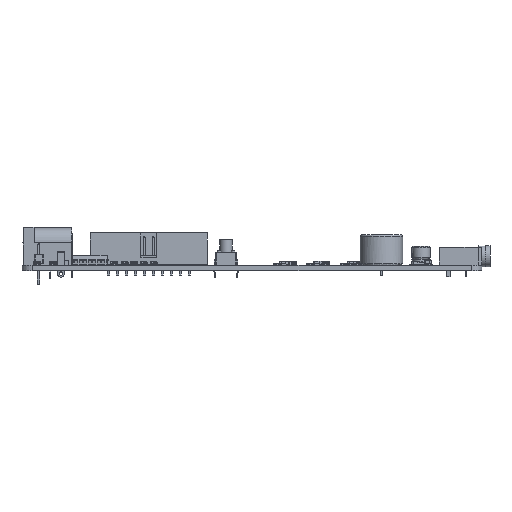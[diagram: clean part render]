
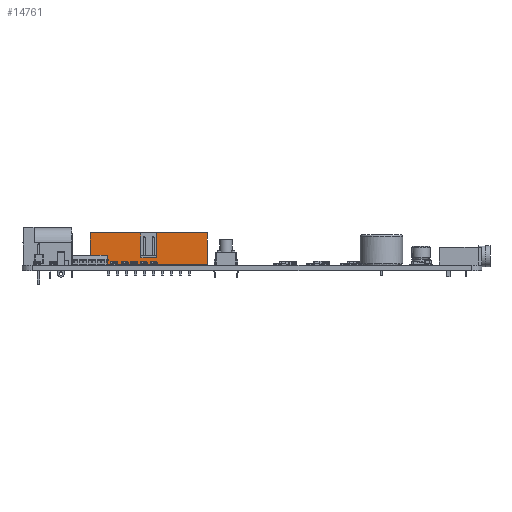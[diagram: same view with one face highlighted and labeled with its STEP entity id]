
A CAD part, left-side view. The second image highlights one B-rep face of the part: STEP entity #14761.
In plain terms, the highlighted planar face has unit normal (-1, 0, 0).
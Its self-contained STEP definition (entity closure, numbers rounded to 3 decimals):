
#14761 = ADVANCED_FACE('',(#14762),#14828,.T.);
#14762 = FACE_BOUND('',#14763,.T.);
#14763 = EDGE_LOOP('',(#14764,#14774,#14782,#14790,#14798,#14806,#14814,
    #14822));
#14764 = ORIENTED_EDGE('',*,*,#14765,.F.);
#14765 = EDGE_CURVE('',#14766,#14768,#14770,.T.);
#14766 = VERTEX_POINT('',#14767);
#14767 = CARTESIAN_POINT('',(-3.155,5.1,0.25));
#14768 = VERTEX_POINT('',#14769);
#14769 = CARTESIAN_POINT('',(-3.155,5.1,9.1));
#14770 = LINE('',#14771,#14772);
#14771 = CARTESIAN_POINT('',(-3.155,5.1,0.25));
#14772 = VECTOR('',#14773,1.);
#14773 = DIRECTION('',(0.,0.,1.));
#14774 = ORIENTED_EDGE('',*,*,#14775,.T.);
#14775 = EDGE_CURVE('',#14766,#14776,#14778,.T.);
#14776 = VERTEX_POINT('',#14777);
#14777 = CARTESIAN_POINT('',(-3.155,-27.96,0.25));
#14778 = LINE('',#14779,#14780);
#14779 = CARTESIAN_POINT('',(-3.155,5.1,0.25));
#14780 = VECTOR('',#14781,1.);
#14781 = DIRECTION('',(0.,-1.,0.));
#14782 = ORIENTED_EDGE('',*,*,#14783,.T.);
#14783 = EDGE_CURVE('',#14776,#14784,#14786,.T.);
#14784 = VERTEX_POINT('',#14785);
#14785 = CARTESIAN_POINT('',(-3.155,-27.96,9.1));
#14786 = LINE('',#14787,#14788);
#14787 = CARTESIAN_POINT('',(-3.155,-27.96,2.6));
#14788 = VECTOR('',#14789,1.);
#14789 = DIRECTION('',(0.,0.,1.));
#14790 = ORIENTED_EDGE('',*,*,#14791,.F.);
#14791 = EDGE_CURVE('',#14792,#14784,#14794,.T.);
#14792 = VERTEX_POINT('',#14793);
#14793 = CARTESIAN_POINT('',(-3.155,-13.68,9.1));
#14794 = LINE('',#14795,#14796);
#14795 = CARTESIAN_POINT('',(-3.155,5.1,9.1));
#14796 = VECTOR('',#14797,1.);
#14797 = DIRECTION('',(0.,-1.,0.));
#14798 = ORIENTED_EDGE('',*,*,#14799,.T.);
#14799 = EDGE_CURVE('',#14792,#14800,#14802,.T.);
#14800 = VERTEX_POINT('',#14801);
#14801 = CARTESIAN_POINT('',(-3.155,-13.68,2.1));
#14802 = LINE('',#14803,#14804);
#14803 = CARTESIAN_POINT('',(-3.155,-13.68,3.388));
#14804 = VECTOR('',#14805,1.);
#14805 = DIRECTION('',(0.,0.,-1.));
#14806 = ORIENTED_EDGE('',*,*,#14807,.T.);
#14807 = EDGE_CURVE('',#14800,#14808,#14810,.T.);
#14808 = VERTEX_POINT('',#14809);
#14809 = CARTESIAN_POINT('',(-3.155,-9.18,2.1));
#14810 = LINE('',#14811,#14812);
#14811 = CARTESIAN_POINT('',(-3.155,-11.43,2.1));
#14812 = VECTOR('',#14813,1.);
#14813 = DIRECTION('',(0.,1.,0.));
#14814 = ORIENTED_EDGE('',*,*,#14815,.T.);
#14815 = EDGE_CURVE('',#14808,#14816,#14818,.T.);
#14816 = VERTEX_POINT('',#14817);
#14817 = CARTESIAN_POINT('',(-3.155,-9.18,9.1));
#14818 = LINE('',#14819,#14820);
#14819 = CARTESIAN_POINT('',(-3.155,-9.18,3.388));
#14820 = VECTOR('',#14821,1.);
#14821 = DIRECTION('',(0.,0.,1.));
#14822 = ORIENTED_EDGE('',*,*,#14823,.F.);
#14823 = EDGE_CURVE('',#14768,#14816,#14824,.T.);
#14824 = LINE('',#14825,#14826);
#14825 = CARTESIAN_POINT('',(-3.155,5.1,9.1));
#14826 = VECTOR('',#14827,1.);
#14827 = DIRECTION('',(0.,-1.,0.));
#14828 = PLANE('',#14829);
#14829 = AXIS2_PLACEMENT_3D('',#14830,#14831,#14832);
#14830 = CARTESIAN_POINT('',(-3.155,-11.43,4.675));
#14831 = DIRECTION('',(-1.,0.,0.));
#14832 = DIRECTION('',(0.,0.,-1.));
